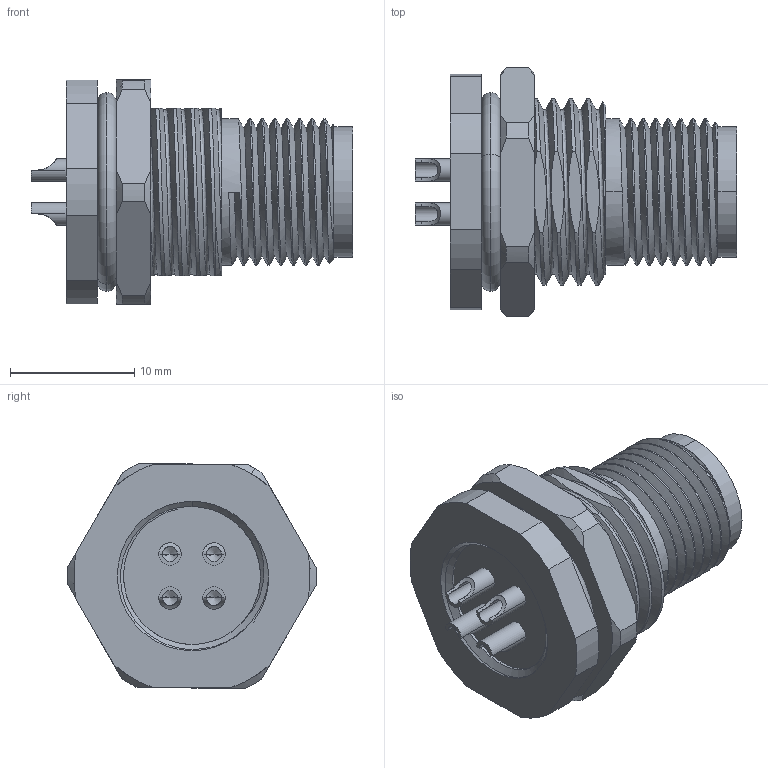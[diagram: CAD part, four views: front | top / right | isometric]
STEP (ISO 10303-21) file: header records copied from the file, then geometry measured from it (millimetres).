
FILE_DESCRIPTION (( 'STEP AP203' ), '1' );
FILE_NAME ('54-00437.STEP', '2025-03-13T23:32:04', ( '' ), ( '' ), 'SwSTEP 2.0', 'SolidWorks 2021', '' );
FILE_SCHEMA (( 'CONFIG_CONTROL_DESIGN' ));
Length unit declared in the file: millimetre
Products named in the file (7): 54-00437-05___; 54-00437-03L___; 54-00437; 54-00437-01___; 54-00437-04___; 54-00437-02; 54-00437-03___
Assembly tree (8 placements, depth 2):
  54-00437
    54-00437-01___
    54-00437-02
    54-00437-03___  x3
    54-00437-04___
    54-00437-05___
    54-00437-03L___
Bounding box: 25.8 x 20 x 18.04 mm (x, y, z)
Volume: 3096.3 mm3; surface area: 5871.1 mm2
Topology: 9 solids, 9 shells, 334 faces, 825 edges, 525 vertices
Faces by surface type: cylinder 153, plane 85, cone 51, torus 28, bspline 9, sphere 8
Entity records: 13171 total; most frequent: CARTESIAN_POINT 6157, ORIENTED_EDGE 1346, DIRECTION 1272, EDGE_CURVE 673, AXIS2_PLACEMENT_3D 516, VERTEX_POINT 437, EDGE_LOOP 312, FACE_OUTER_BOUND 270
